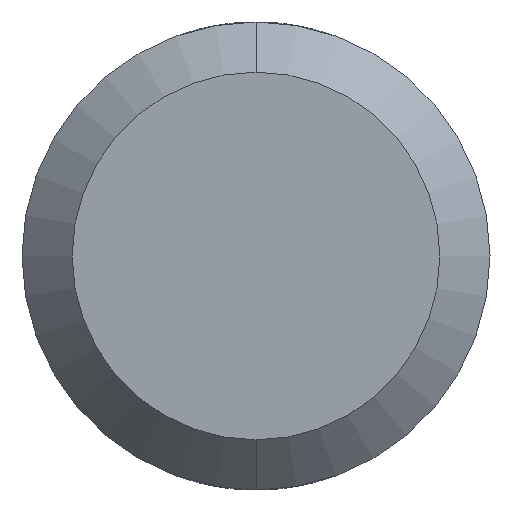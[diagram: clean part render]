
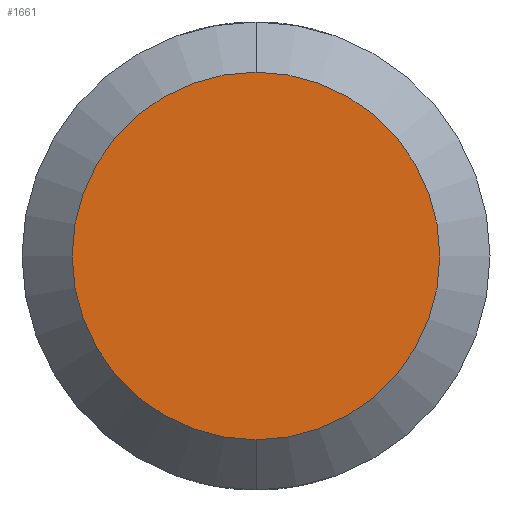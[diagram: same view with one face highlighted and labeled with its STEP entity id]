
A CAD part, front view. The second image highlights one B-rep face of the part: STEP entity #1661.
In plain terms, the highlighted planar face has unit normal (0, -1, 0).
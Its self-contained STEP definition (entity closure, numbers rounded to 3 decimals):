
#58 = DIRECTION ( 'NONE',  ( 0., -1., 0. ) ) ;
#221 = CARTESIAN_POINT ( 'NONE',  ( 0., 0., 11. ) ) ;
#282 = CARTESIAN_POINT ( 'NONE',  ( 0., 0., -11. ) ) ;
#1012 = DIRECTION ( 'NONE',  ( 0., 0., -1. ) ) ;
#1515 = DIRECTION ( 'NONE',  ( 0., 0., -1. ) ) ;
#1661 = ADVANCED_FACE ( 'NONE', ( #2458 ), #2207, .T. ) ;
#1711 = CARTESIAN_POINT ( 'NONE',  ( 0., 0., 0. ) ) ;
#1782 = CIRCLE ( 'NONE', #5706, 11. ) ;
#2045 = AXIS2_PLACEMENT_3D ( 'NONE', #6745, #6766, #1012 ) ;
#2082 = VERTEX_POINT ( 'NONE', #282 ) ;
#2207 = PLANE ( 'NONE',  #2045 ) ;
#2458 = FACE_OUTER_BOUND ( 'NONE', #4194, .T. ) ;
#3121 = CARTESIAN_POINT ( 'NONE',  ( 0., 0., 0. ) ) ;
#3718 = ORIENTED_EDGE ( 'NONE', *, *, #5409, .T. ) ;
#4063 = ORIENTED_EDGE ( 'NONE', *, *, #4787, .T. ) ;
#4194 = EDGE_LOOP ( 'NONE', ( #4063, #3718 ) ) ;
#4566 = DIRECTION ( 'NONE',  ( 0., 0., -1. ) ) ;
#4787 = EDGE_CURVE ( 'NONE', #7317, #2082, #1782, .T. ) ;
#5409 = EDGE_CURVE ( 'NONE', #2082, #7317, #5511, .T. ) ;
#5511 = CIRCLE ( 'NONE', #6916, 11. ) ;
#5706 = AXIS2_PLACEMENT_3D ( 'NONE', #3121, #5953, #1515 ) ;
#5953 = DIRECTION ( 'NONE',  ( 0., -1., 0. ) ) ;
#6745 = CARTESIAN_POINT ( 'NONE',  ( 11., 0., 0. ) ) ;
#6766 = DIRECTION ( 'NONE',  ( 0., -1., 0. ) ) ;
#6916 = AXIS2_PLACEMENT_3D ( 'NONE', #1711, #58, #4566 ) ;
#7317 = VERTEX_POINT ( 'NONE', #221 ) ;
